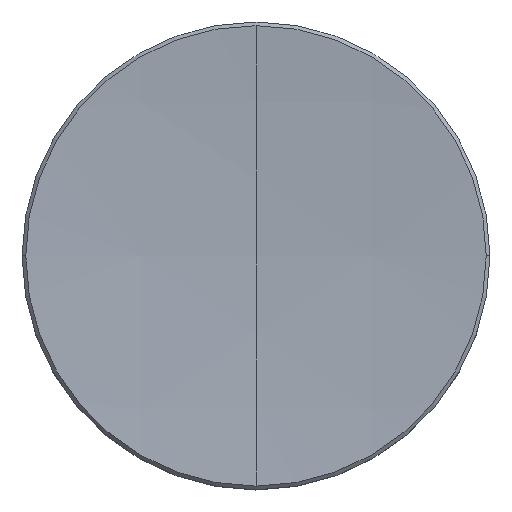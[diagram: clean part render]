
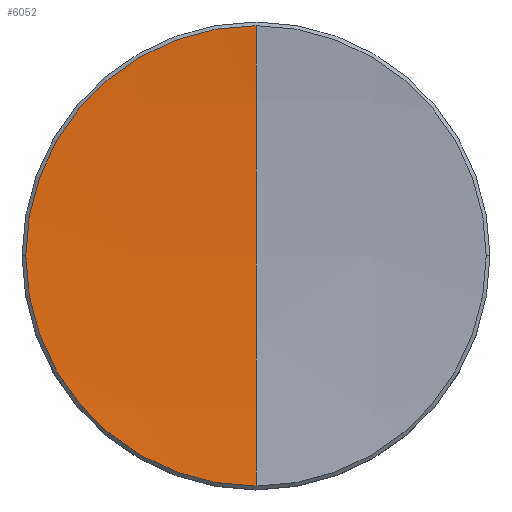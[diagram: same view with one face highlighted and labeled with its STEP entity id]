
A CAD part, top view. The second image highlights one B-rep face of the part: STEP entity #6052.
In plain terms, the highlighted spherical face has radius 150 mm.
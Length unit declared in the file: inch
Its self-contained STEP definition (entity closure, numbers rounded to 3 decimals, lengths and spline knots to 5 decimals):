
#1699 = FACE_OUTER_BOUND ( 'NONE', #6024, .T. ) ;
#1701 = DIRECTION ( 'NONE',  ( 0., 1., 0. ) ) ;
#1702 = DIRECTION ( 'NONE',  ( 1., 0., 0. ) ) ;
#1703 = AXIS2_PLACEMENT_3D ( 'NONE', #1705, #1702, #1701 ) ;
#1705 = CARTESIAN_POINT ( 'NONE',  ( 0., 0., 6.02362 ) ) ;
#1706 = SPHERICAL_SURFACE ( 'NONE', #1703, 5.90551 ) ;
#2260 = DIRECTION ( 'NONE',  ( 1., 0., 0. ) ) ;
#2261 = DIRECTION ( 'NONE',  ( 0., 0., 1. ) ) ;
#2262 = CARTESIAN_POINT ( 'NONE',  ( 0., 0., 0.13865 ) ) ;
#2263 = AXIS2_PLACEMENT_3D ( 'NONE', #2262, #2261, #2260 ) ;
#2270 = CIRCLE ( 'NONE', #2263, 0.49215 ) ;
#2443 = DIRECTION ( 'NONE',  ( 1., 0., 0. ) ) ;
#2444 = CIRCLE ( 'NONE', #2448, 5.90551 ) ;
#2445 = CARTESIAN_POINT ( 'NONE',  ( 0., 0., 0.11811 ) ) ;
#2446 = DIRECTION ( 'NONE',  ( 0., 1., 0. ) ) ;
#2447 = CARTESIAN_POINT ( 'NONE',  ( 0., 0., 6.02362 ) ) ;
#2448 = AXIS2_PLACEMENT_3D ( 'NONE', #2447, #2443, #2446 ) ;
#2449 = CARTESIAN_POINT ( 'NONE',  ( 0., 0., 0.13865 ) ) ;
#2491 = CARTESIAN_POINT ( 'NONE',  ( 0., -0.49215, 0.13865 ) ) ;
#2492 = DIRECTION ( 'NONE',  ( 0., 0., 1. ) ) ;
#2532 = CARTESIAN_POINT ( 'NONE',  ( -0.49215, 0., 0.13865 ) ) ;
#2577 = DIRECTION ( 'NONE',  ( 1., 0., 0. ) ) ;
#2578 = AXIS2_PLACEMENT_3D ( 'NONE', #2449, #2492, #2577 ) ;
#2579 = CIRCLE ( 'NONE', #2578, 0.49215 ) ;
#2812 = CARTESIAN_POINT ( 'NONE',  ( 0., 0., 6.02362 ) ) ;
#2877 = DIRECTION ( 'NONE',  ( 0., 0., 1. ) ) ;
#2878 = DIRECTION ( 'NONE',  ( -1., 0., 0. ) ) ;
#2879 = AXIS2_PLACEMENT_3D ( 'NONE', #2812, #2878, #2877 ) ;
#2880 = CIRCLE ( 'NONE', #2879, 5.90551 ) ;
#6024 = EDGE_LOOP ( 'NONE', ( #6053, #6438, #6154, #6157 ) ) ;
#6052 = ADVANCED_FACE ( 'NONE', ( #1699 ), #1706, .F. ) ;
#6053 = ORIENTED_EDGE ( 'NONE', *, *, #6133, .T. ) ;
#6133 = EDGE_CURVE ( 'NONE', #8242, #6176, #2270, .T. ) ;
#6148 = EDGE_CURVE ( 'NONE', #6158, #6149, #2444, .T. ) ;
#6149 = VERTEX_POINT ( 'NONE', #2445 ) ;
#6150 = EDGE_CURVE ( 'NONE', #6176, #6158, #2579, .T. ) ;
#6154 = ORIENTED_EDGE ( 'NONE', *, *, #6148, .T. ) ;
#6157 = ORIENTED_EDGE ( 'NONE', *, *, #6282, .F. ) ;
#6158 = VERTEX_POINT ( 'NONE', #2491 ) ;
#6176 = VERTEX_POINT ( 'NONE', #2532 ) ;
#6282 = EDGE_CURVE ( 'NONE', #8242, #6149, #2880, .T. ) ;
#6438 = ORIENTED_EDGE ( 'NONE', *, *, #6150, .T. ) ;
#8242 = VERTEX_POINT ( 'NONE', #12591 ) ;
#12591 = CARTESIAN_POINT ( 'NONE',  ( 0., 0.49215, 0.13865 ) ) ;
